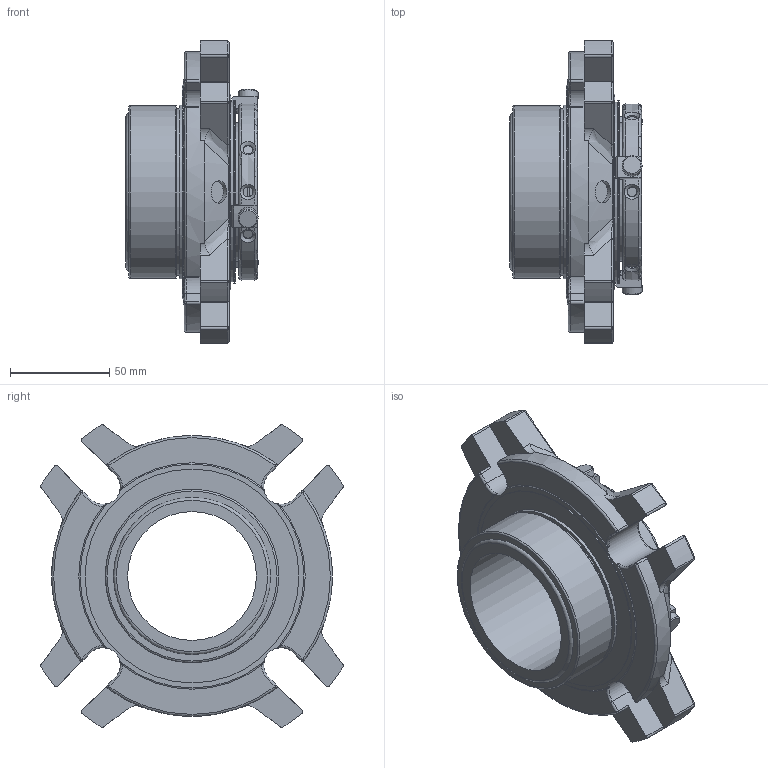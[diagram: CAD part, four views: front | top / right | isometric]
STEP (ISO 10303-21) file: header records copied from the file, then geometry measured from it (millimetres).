
FILE_DESCRIPTION(/* description */ ('Unknown'),/* implementation_level */ '2;1');
FILE_NAME(/* name */ '65mm',/* time_stamp */ '2023-02-20T15:27:29+00:00',/* author */ ('Unknown'),/* organization */ ('Unknown'),/* preprocessor_version */ 'ST-DEVELOPER v16.7',/* originating_system */ 'Solid Edge',/* authorisation */ 'Unknown');
FILE_SCHEMA (('AP242_MANAGED_MODEL_BASED_3D_ENGINEERING_MIM_LF { 1 0 10303 442 1 1 4 }','AUTOMOTIVE_DESIGN {1 0 10303 214 3 1 1}'));
Length unit declared in the file: millimetre
Products named in the file (1): 65mm
Bounding box: 66.59 x 152.75 x 152.75 mm (x, y, z)
Volume: 395737.2 mm3; surface area: 74831.4 mm2
Topology: 1 solids, 1 shells, 552 faces, 1476 edges, 901 vertices
Faces by surface type: cylinder 221, plane 153, torus 68, sphere 40, bspline 39, cone 31
Full cylindrical faces by diameter (mm): 3.31 x1, 4.917 x2, 5 x6, 6 x3, 10 x3, 11.252 x3, 65 x1, 69.825 x1, 84.277 x1, 87.3 x1, 87.63 x1, 90.805 x1, 92.329 x1, 107.95 x1
Entity records: 21137 total; most frequent: CARTESIAN_POINT 4340, DIRECTION 2721, ORIENTED_EDGE 2686, EDGE_CURVE 1343, AXIS2_PLACEMENT_3D 1106, VERTEX_POINT 850, EDGE_LOOP 641, FACE_BOUND 641
